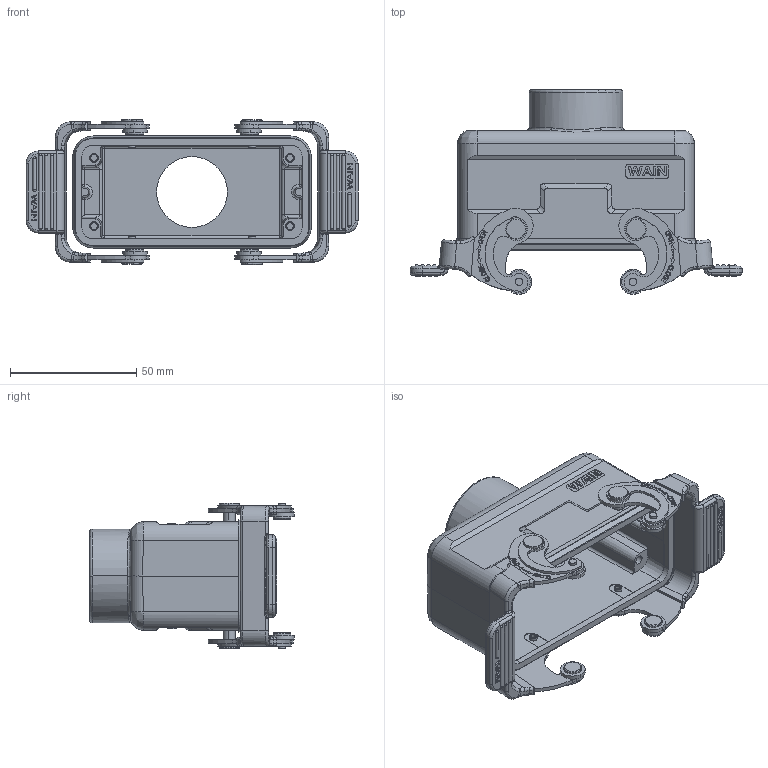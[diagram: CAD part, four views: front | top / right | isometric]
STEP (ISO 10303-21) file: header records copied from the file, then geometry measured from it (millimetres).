
FILE_DESCRIPTION((''),'2;1');
FILE_NAME('3D_1111164101001_W16B-TE-2B-M25','2017-10-10T',('sy.ji'),(''),'PRO/ENGINEER BY PARAMETRIC TECHNOLOGY CORPORATION, 2014310','PRO/ENGINEER BY PARAMETRIC TECHNOLOGY CORPORATION, 2014310','');
FILE_SCHEMA(('CONFIG_CONTROL_DESIGN'));
Products named in the file (1): 3D_1111164101001_W16B-TE-2B-M25
Bounding box: 131.3 x 80.9 x 57.5 mm (x, y, z)
Volume: 69424.4 mm3; surface area: 47138.5 mm2
Topology: 1 solids, 2 shells, 1546 faces, 4106 edges, 2709 vertices
Faces by surface type: plane 774, cylinder 355, extrusion 154, bspline 100, torus 64, cone 56, sphere 43
Entity records: 62744 total; most frequent: CARTESIAN_POINT 16927, ORIENTED_EDGE 8170, DIRECTION 7245, EDGE_CURVE 4085, VERTEX_POINT 2709, VECTOR 2493, AXIS2_PLACEMENT_3D 2376, LINE 2339
